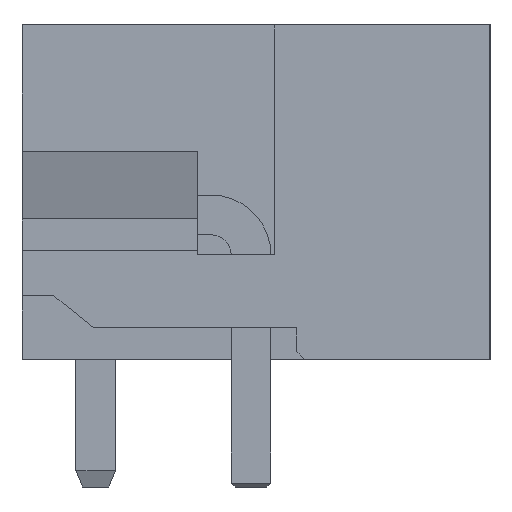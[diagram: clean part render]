
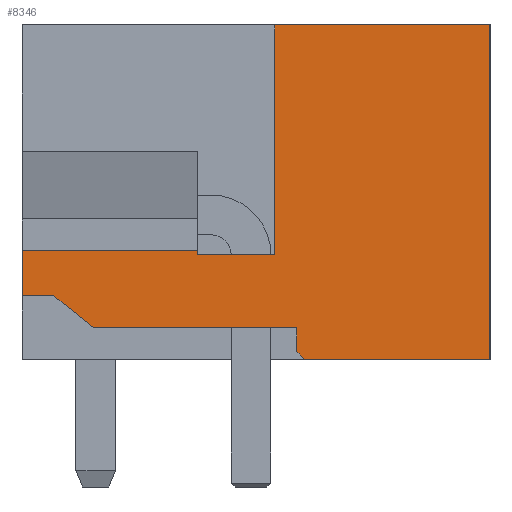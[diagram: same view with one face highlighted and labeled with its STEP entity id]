
A CAD part, left-side view. The second image highlights one B-rep face of the part: STEP entity #8346.
In plain terms, the highlighted planar face has unit normal (-1, 0, 0).
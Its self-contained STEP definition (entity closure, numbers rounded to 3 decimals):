
#8310=AXIS2_PLACEMENT_3D('Plane Axis2P3D',#8307,#8308,#8309) ;
#569=CARTESIAN_POINT('Vertex',(0.,0.,3.2)) ;
#572=CARTESIAN_POINT('Line Origine',(0.,2.325,3.2)) ;
#576=CARTESIAN_POINT('Vertex',(0.,4.65,3.2)) ;
#1231=CARTESIAN_POINT('Vertex',(0.,0.,11.6)) ;
#1234=CARTESIAN_POINT('Line Origine',(0.,0.,7.4)) ;
#2347=CARTESIAN_POINT('Vertex',(0.,5.4,11.6)) ;
#2350=CARTESIAN_POINT('Line Origine',(0.,2.7,11.6)) ;
#2506=CARTESIAN_POINT('Vertex',(0.,11.75,4.8)) ;
#2509=CARTESIAN_POINT('Line Origine',(0.,11.75,5.365)) ;
#2513=CARTESIAN_POINT('Vertex',(0.,11.75,5.93)) ;
#7825=CARTESIAN_POINT('Line Origine',(0.,11.35,4.8)) ;
#7829=CARTESIAN_POINT('Vertex',(0.,10.95,4.8)) ;
#7897=CARTESIAN_POINT('Line Origine',(0.,10.45,4.4)) ;
#7901=CARTESIAN_POINT('Vertex',(0.,9.95,4.)) ;
#7921=CARTESIAN_POINT('Line Origine',(0.,4.75,3.3)) ;
#7925=CARTESIAN_POINT('Vertex',(0.,4.85,3.4)) ;
#7945=CARTESIAN_POINT('Line Origine',(0.,4.85,3.7)) ;
#7949=CARTESIAN_POINT('Vertex',(0.,4.85,4.)) ;
#7969=CARTESIAN_POINT('Line Origine',(0.,7.4,4.)) ;
#7992=CARTESIAN_POINT('Vertex',(0.,7.35,5.93)) ;
#8000=CARTESIAN_POINT('Line Origine',(0.,9.55,5.93)) ;
#8307=CARTESIAN_POINT('Axis2P3D Location',(0.,0.,0.)) ;
#8312=CARTESIAN_POINT('Line Origine',(0.,5.4,8.715)) ;
#8316=CARTESIAN_POINT('Vertex',(0.,5.4,5.83)) ;
#8319=CARTESIAN_POINT('Line Origine',(0.,6.375,5.83)) ;
#8323=CARTESIAN_POINT('Vertex',(0.,7.35,5.83)) ;
#8326=CARTESIAN_POINT('Line Origine',(0.,7.35,5.88)) ;
#573=DIRECTION('Vector Direction',(0.,1.,0.)) ;
#1235=DIRECTION('Vector Direction',(0.,0.,1.)) ;
#2351=DIRECTION('Vector Direction',(0.,-1.,0.)) ;
#2510=DIRECTION('Vector Direction',(0.,0.,-1.)) ;
#7826=DIRECTION('Vector Direction',(0.,-1.,0.)) ;
#7898=DIRECTION('Vector Direction',(0.,-0.781,-0.625)) ;
#7922=DIRECTION('Vector Direction',(0.,-0.707,-0.707)) ;
#7946=DIRECTION('Vector Direction',(0.,0.,-1.)) ;
#7970=DIRECTION('Vector Direction',(0.,-1.,0.)) ;
#8001=DIRECTION('Vector Direction',(0.,1.,0.)) ;
#8308=DIRECTION('Axis2P3D Direction',(-1.,0.,0.)) ;
#8309=DIRECTION('Axis2P3D XDirection',(0.,-1.,0.)) ;
#8313=DIRECTION('Vector Direction',(0.,0.,-1.)) ;
#8320=DIRECTION('Vector Direction',(0.,1.,0.)) ;
#8327=DIRECTION('Vector Direction',(0.,0.,-1.)) ;
#574=VECTOR('Line Direction',#573,1.) ;
#1236=VECTOR('Line Direction',#1235,1.) ;
#2352=VECTOR('Line Direction',#2351,1.) ;
#2511=VECTOR('Line Direction',#2510,1.) ;
#7827=VECTOR('Line Direction',#7826,1.) ;
#7899=VECTOR('Line Direction',#7898,1.) ;
#7923=VECTOR('Line Direction',#7922,1.) ;
#7947=VECTOR('Line Direction',#7946,1.) ;
#7971=VECTOR('Line Direction',#7970,1.) ;
#8002=VECTOR('Line Direction',#8001,1.) ;
#8314=VECTOR('Line Direction',#8313,1.) ;
#8321=VECTOR('Line Direction',#8320,1.) ;
#8328=VECTOR('Line Direction',#8327,1.) ;
#8332=ORIENTED_EDGE('',*,*,#8004,.T.) ;
#8333=ORIENTED_EDGE('',*,*,#2515,.T.) ;
#8334=ORIENTED_EDGE('',*,*,#7831,.F.) ;
#8335=ORIENTED_EDGE('',*,*,#7903,.F.) ;
#8336=ORIENTED_EDGE('',*,*,#7973,.F.) ;
#8337=ORIENTED_EDGE('',*,*,#7951,.F.) ;
#8338=ORIENTED_EDGE('',*,*,#7927,.F.) ;
#8339=ORIENTED_EDGE('',*,*,#578,.T.) ;
#8340=ORIENTED_EDGE('',*,*,#1238,.T.) ;
#8341=ORIENTED_EDGE('',*,*,#2354,.T.) ;
#8342=ORIENTED_EDGE('',*,*,#8318,.T.) ;
#8343=ORIENTED_EDGE('',*,*,#8325,.T.) ;
#8344=ORIENTED_EDGE('',*,*,#8330,.F.) ;
#8346=ADVANCED_FACE('HOUSING',(#8345),#8311,.T.) ;
#578=EDGE_CURVE('',#577,#570,#575,.F.) ;
#1238=EDGE_CURVE('',#570,#1232,#1237,.T.) ;
#2354=EDGE_CURVE('',#1232,#2348,#2353,.F.) ;
#2515=EDGE_CURVE('',#2514,#2507,#2512,.T.) ;
#7831=EDGE_CURVE('',#7830,#2507,#7828,.F.) ;
#7903=EDGE_CURVE('',#7902,#7830,#7900,.F.) ;
#7927=EDGE_CURVE('',#577,#7926,#7924,.F.) ;
#7951=EDGE_CURVE('',#7926,#7950,#7948,.F.) ;
#7973=EDGE_CURVE('',#7950,#7902,#7972,.F.) ;
#8004=EDGE_CURVE('',#7993,#2514,#8003,.T.) ;
#8318=EDGE_CURVE('',#2348,#8317,#8315,.T.) ;
#8325=EDGE_CURVE('',#8317,#8324,#8322,.T.) ;
#8330=EDGE_CURVE('',#7993,#8324,#8329,.T.) ;
#8331=EDGE_LOOP('',(#8332,#8333,#8334,#8335,#8336,#8337,#8338,#8339,#8340,#8341,#8342,#8343,#8344)) ;
#8345=FACE_OUTER_BOUND('',#8331,.T.) ;
#575=LINE('Line',#572,#574) ;
#1237=LINE('Line',#1234,#1236) ;
#2353=LINE('Line',#2350,#2352) ;
#2512=LINE('Line',#2509,#2511) ;
#7828=LINE('Line',#7825,#7827) ;
#7900=LINE('Line',#7897,#7899) ;
#7924=LINE('Line',#7921,#7923) ;
#7948=LINE('Line',#7945,#7947) ;
#7972=LINE('Line',#7969,#7971) ;
#8003=LINE('Line',#8000,#8002) ;
#8315=LINE('Line',#8312,#8314) ;
#8322=LINE('Line',#8319,#8321) ;
#8329=LINE('Line',#8326,#8328) ;
#8311=PLANE('',#8310) ;
#570=VERTEX_POINT('',#569) ;
#577=VERTEX_POINT('',#576) ;
#1232=VERTEX_POINT('',#1231) ;
#2348=VERTEX_POINT('',#2347) ;
#2507=VERTEX_POINT('',#2506) ;
#2514=VERTEX_POINT('',#2513) ;
#7830=VERTEX_POINT('',#7829) ;
#7902=VERTEX_POINT('',#7901) ;
#7926=VERTEX_POINT('',#7925) ;
#7950=VERTEX_POINT('',#7949) ;
#7993=VERTEX_POINT('',#7992) ;
#8317=VERTEX_POINT('',#8316) ;
#8324=VERTEX_POINT('',#8323) ;
